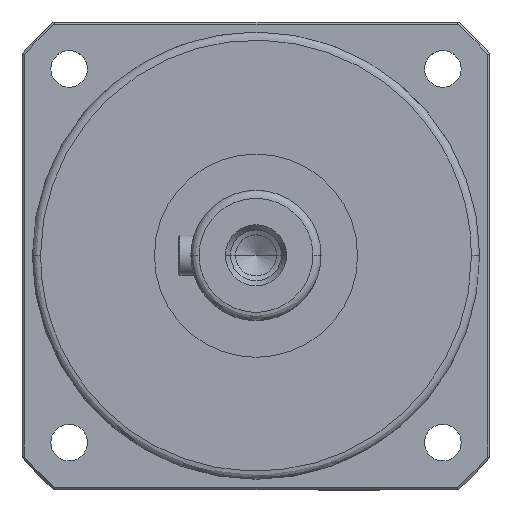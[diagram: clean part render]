
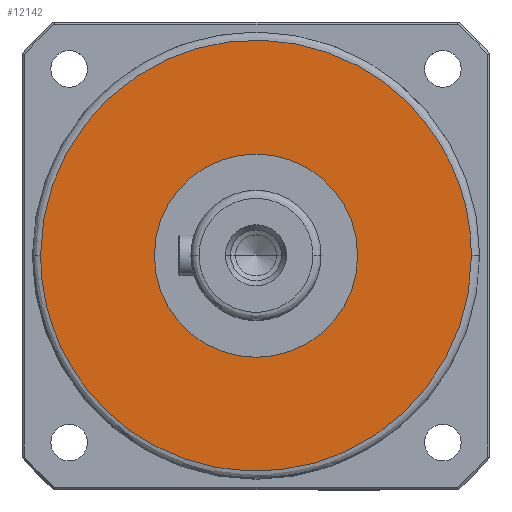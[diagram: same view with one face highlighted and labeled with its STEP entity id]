
A CAD part, top view. The second image highlights one B-rep face of the part: STEP entity #12142.
In plain terms, the highlighted planar face has unit normal (0, 0, 1).
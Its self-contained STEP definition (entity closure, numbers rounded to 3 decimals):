
#382 = VERTEX_POINT ( 'NONE', #13387 ) ;
#782 = AXIS2_PLACEMENT_3D ( 'NONE', #1712, #11446, #3126 ) ;
#1129 = CIRCLE ( 'NONE', #14150, 25. ) ;
#1712 = CARTESIAN_POINT ( 'NONE',  ( 0., 0., 160. ) ) ;
#1785 = DIRECTION ( 'NONE',  ( 0., 0., -1. ) ) ;
#2133 = FACE_OUTER_BOUND ( 'NONE', #17219, .T. ) ;
#2245 = ORIENTED_EDGE ( 'NONE', *, *, #2276, .F. ) ;
#2276 = EDGE_CURVE ( 'NONE', #7432, #4180, #11609, .T. ) ;
#2666 = CARTESIAN_POINT ( 'NONE',  ( 53., -106., 160. ) ) ;
#3126 = DIRECTION ( 'NONE',  ( 1., 0., 0. ) ) ;
#4069 = CARTESIAN_POINT ( 'NONE',  ( -53., 0., 160. ) ) ;
#4180 = VERTEX_POINT ( 'NONE', #17993 ) ;
#4218 = CIRCLE ( 'NONE', #7437, 25. ) ;
#7432 = VERTEX_POINT ( 'NONE', #12776 ) ;
#7437 = AXIS2_PLACEMENT_3D ( 'NONE', #10124, #1785, #11506 ) ;
#7716 = CARTESIAN_POINT ( 'NONE',  ( -25., 0., 160. ) ) ;
#7838 = ORIENTED_EDGE ( 'NONE', *, *, #10470, .T. ) ;
#8147 = CARTESIAN_POINT ( 'NONE',  ( 0., 0., 160. ) ) ;
#9495 = DIRECTION ( 'NONE',  ( -1., 0., 0. ) ) ;
#10116 = CARTESIAN_POINT ( 'NONE',  ( 53., 0., 160. ) ) ;
#10124 = CARTESIAN_POINT ( 'NONE',  ( 0., 0., 160. ) ) ;
#10230 = CARTESIAN_POINT ( 'NONE',  ( -53., 0., 160. ) ) ;
#10464 = CARTESIAN_POINT ( 'NONE',  ( 53., 106., 160. ) ) ;
#10470 = EDGE_CURVE ( 'NONE', #12283, #382, #4218, .T. ) ;
#10524 = CARTESIAN_POINT ( 'NONE',  ( -53., 106., 160. ) ) ;
#10767 = EDGE_CURVE ( 'NONE', #382, #12283, #1129, .T. ) ;
#10988 = CARTESIAN_POINT ( 'NONE',  ( 53., 0., 160. ) ) ;
#11446 = DIRECTION ( 'NONE',  ( 0., 0., 1. ) ) ;
#11506 = DIRECTION ( 'NONE',  ( -1., 0., 0. ) ) ;
#11609 =( BOUNDED_CURVE ( )  B_SPLINE_CURVE ( 3, ( #10230, #10524, #10464, #10116 ),
 .UNSPECIFIED., .F., .F. ) 
 B_SPLINE_CURVE_WITH_KNOTS ( ( 4, 4 ),
 ( 0.5, 1. ),
 .UNSPECIFIED. ) 
 CURVE ( )  GEOMETRIC_REPRESENTATION_ITEM ( )  RATIONAL_B_SPLINE_CURVE ( ( 1., 0.333, 0.333, 1. ) ) 
 REPRESENTATION_ITEM ( '' )  );
#12142 = ADVANCED_FACE ( 'NONE', ( #2133, #16959 ), #14164, .T. ) ;
#12283 = VERTEX_POINT ( 'NONE', #7716 ) ;
#12388 = CARTESIAN_POINT ( 'NONE',  ( -53., -106., 160. ) ) ;
#12776 = CARTESIAN_POINT ( 'NONE',  ( -53., 0., 160. ) ) ;
#13355 = EDGE_CURVE ( 'NONE', #4180, #7432, #17761, .T. ) ;
#13387 = CARTESIAN_POINT ( 'NONE',  ( 25., 0., 160. ) ) ;
#14150 = AXIS2_PLACEMENT_3D ( 'NONE', #8147, #17835, #9495 ) ;
#14164 = PLANE ( 'NONE',  #782 ) ;
#14544 = EDGE_LOOP ( 'NONE', ( #7838, #15052 ) ) ;
#14874 = ORIENTED_EDGE ( 'NONE', *, *, #13355, .F. ) ;
#15052 = ORIENTED_EDGE ( 'NONE', *, *, #10767, .T. ) ;
#16959 = FACE_BOUND ( 'NONE', #14544, .T. ) ;
#17219 = EDGE_LOOP ( 'NONE', ( #2245, #14874 ) ) ;
#17761 =( BOUNDED_CURVE ( )  B_SPLINE_CURVE ( 3, ( #10988, #2666, #12388, #4069 ),
 .UNSPECIFIED., .F., .F. ) 
 B_SPLINE_CURVE_WITH_KNOTS ( ( 4, 4 ),
 ( 0., 0.5 ),
 .UNSPECIFIED. ) 
 CURVE ( )  GEOMETRIC_REPRESENTATION_ITEM ( )  RATIONAL_B_SPLINE_CURVE ( ( 1., 0.333, 0.333, 1. ) ) 
 REPRESENTATION_ITEM ( '' )  );
#17835 = DIRECTION ( 'NONE',  ( 0., 0., -1. ) ) ;
#17993 = CARTESIAN_POINT ( 'NONE',  ( 53., 0., 160. ) ) ;
